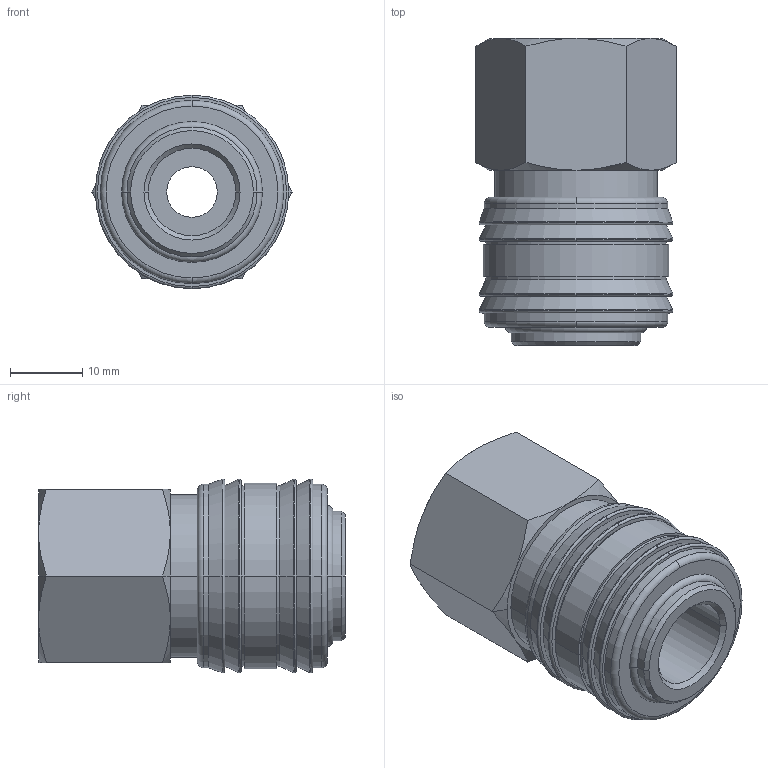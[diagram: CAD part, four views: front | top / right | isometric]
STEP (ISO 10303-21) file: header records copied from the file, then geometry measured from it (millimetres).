
FILE_DESCRIPTION(('STEP AP214'),'1');
FILE_NAME('esn_12_iab.stp','2020-03-05T08:43:55',('TraceParts'),('TraceParts S.A.'),'Spatial InterOp 3D',' ',' ');
FILE_SCHEMA(('automotive_design'));
Length unit declared in the file: millimetre
Products named in the file (1): 1
Bounding box: 27.71 x 42.5 x 26.8 mm (x, y, z)
Volume: 14402 mm3; surface area: 6407.4 mm2
Topology: 1 solids, 1 shells, 91 faces, 205 edges, 127 vertices
Faces by surface type: cone 30, torus 22, cylinder 20, plane 19
Entity records: 3356 total; most frequent: CARTESIAN_POINT 520, DIRECTION 502, ORIENTED_EDGE 410, AXIS2_PLACEMENT_3D 229, EDGE_CURVE 205, CIRCLE 137, VERTEX_POINT 127, EDGE_LOOP 104
